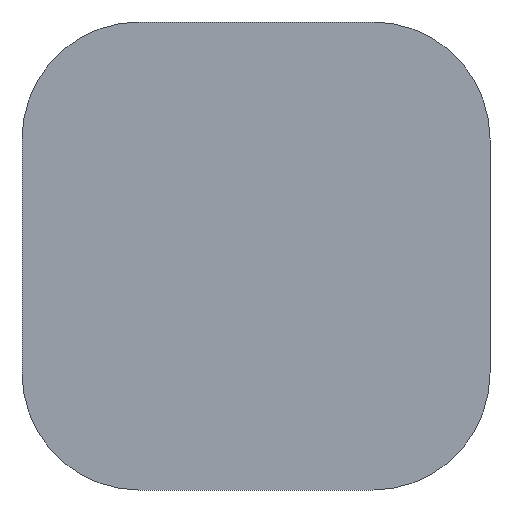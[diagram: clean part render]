
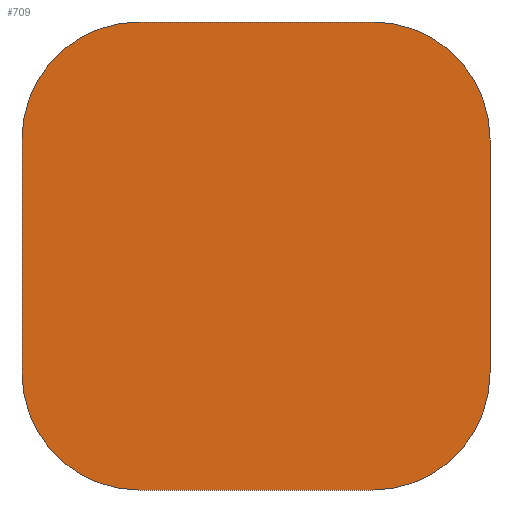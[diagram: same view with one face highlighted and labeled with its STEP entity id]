
A CAD part, front view. The second image highlights one B-rep face of the part: STEP entity #709.
In plain terms, the highlighted planar face has unit normal (0, -1, 0).
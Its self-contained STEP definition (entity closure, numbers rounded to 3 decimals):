
#31 = AXIS2_PLACEMENT_3D ( 'NONE', #5745, #2488, #561 ) ;
#40 = AXIS2_PLACEMENT_3D ( 'NONE', #966, #295, #3646 ) ;
#70 = CARTESIAN_POINT ( 'NONE',  ( 0., -7.5, -5. ) ) ;
#214 = CARTESIAN_POINT ( 'NONE',  ( -10., -7.5, 15. ) ) ;
#295 = DIRECTION ( 'NONE',  ( 0., -1., 0. ) ) ;
#361 = CARTESIAN_POINT ( 'NONE',  ( -15., -7.5, 10. ) ) ;
#388 = VERTEX_POINT ( 'NONE', #70 ) ;
#491 = CIRCLE ( 'NONE', #1599, 5. ) ;
#497 = VERTEX_POINT ( 'NONE', #361 ) ;
#561 = DIRECTION ( 'NONE',  ( -1., 0., 0. ) ) ;
#709 = ADVANCED_FACE ( 'NONE', ( #2603 ), #1287, .T. ) ;
#720 = VERTEX_POINT ( 'NONE', #1846 ) ;
#908 = CARTESIAN_POINT ( 'NONE',  ( 5., -7.5, 10. ) ) ;
#966 = CARTESIAN_POINT ( 'NONE',  ( 0., -7.5, 10. ) ) ;
#1006 = CIRCLE ( 'NONE', #31, 5. ) ;
#1054 = ORIENTED_EDGE ( 'NONE', *, *, #1811, .T. ) ;
#1287 = PLANE ( 'NONE',  #2092 ) ;
#1599 = AXIS2_PLACEMENT_3D ( 'NONE', #7006, #6296, #4149 ) ;
#1811 = EDGE_CURVE ( 'NONE', #720, #2095, #1006, .T. ) ;
#1846 = CARTESIAN_POINT ( 'NONE',  ( -15., -7.5, 0. ) ) ;
#1967 = CARTESIAN_POINT ( 'NONE',  ( -5., -7.5, 5. ) ) ;
#2092 = AXIS2_PLACEMENT_3D ( 'NONE', #1967, #8556, #2509 ) ;
#2095 = VERTEX_POINT ( 'NONE', #2910 ) ;
#2275 = ORIENTED_EDGE ( 'NONE', *, *, #3063, .T. ) ;
#2488 = DIRECTION ( 'NONE',  ( 0., -1., 0. ) ) ;
#2509 = DIRECTION ( 'NONE',  ( 1., 0., 0. ) ) ;
#2603 = FACE_OUTER_BOUND ( 'NONE', #3774, .T. ) ;
#2641 = EDGE_CURVE ( 'NONE', #497, #720, #6439, .T. ) ;
#2771 = EDGE_CURVE ( 'NONE', #2095, #388, #5556, .T. ) ;
#2910 = CARTESIAN_POINT ( 'NONE',  ( -10., -7.5, -5. ) ) ;
#2932 = CARTESIAN_POINT ( 'NONE',  ( 5., -7.5, 0. ) ) ;
#2949 = DIRECTION ( 'NONE',  ( 0., 0., -1. ) ) ;
#3063 = EDGE_CURVE ( 'NONE', #8344, #4017, #3254, .T. ) ;
#3254 = LINE ( 'NONE', #8092, #7424 ) ;
#3615 = CARTESIAN_POINT ( 'NONE',  ( -15., -7.5, 10. ) ) ;
#3646 = DIRECTION ( 'NONE',  ( 1., 0., 0. ) ) ;
#3665 = EDGE_CURVE ( 'NONE', #4017, #497, #491, .T. ) ;
#3774 = EDGE_LOOP ( 'NONE', ( #5008, #4311, #3842, #2275, #5747, #4924, #1054, #4605 ) ) ;
#3842 = ORIENTED_EDGE ( 'NONE', *, *, #8050, .T. ) ;
#4017 = VERTEX_POINT ( 'NONE', #214 ) ;
#4149 = DIRECTION ( 'NONE',  ( 0., 0., 1. ) ) ;
#4311 = ORIENTED_EDGE ( 'NONE', *, *, #7473, .T. ) ;
#4605 = ORIENTED_EDGE ( 'NONE', *, *, #2771, .T. ) ;
#4634 = CIRCLE ( 'NONE', #40, 5. ) ;
#4910 = DIRECTION ( 'NONE',  ( 0., -1., 0. ) ) ;
#4924 = ORIENTED_EDGE ( 'NONE', *, *, #2641, .T. ) ;
#4964 = CIRCLE ( 'NONE', #7261, 5. ) ;
#5008 = ORIENTED_EDGE ( 'NONE', *, *, #5793, .T. ) ;
#5076 = DIRECTION ( 'NONE',  ( 0., 0., -1. ) ) ;
#5556 = LINE ( 'NONE', #6990, #5821 ) ;
#5745 = CARTESIAN_POINT ( 'NONE',  ( -10., -7.5, 0. ) ) ;
#5747 = ORIENTED_EDGE ( 'NONE', *, *, #3665, .T. ) ;
#5793 = EDGE_CURVE ( 'NONE', #388, #7324, #4964, .T. ) ;
#5809 = LINE ( 'NONE', #7146, #6654 ) ;
#5821 = VECTOR ( 'NONE', #6322, 1000. ) ;
#5856 = VERTEX_POINT ( 'NONE', #908 ) ;
#5967 = DIRECTION ( 'NONE',  ( -1., 0., 0. ) ) ;
#6230 = CARTESIAN_POINT ( 'NONE',  ( 0., -7.5, 0. ) ) ;
#6296 = DIRECTION ( 'NONE',  ( 0., -1., 0. ) ) ;
#6322 = DIRECTION ( 'NONE',  ( 1., 0., 0. ) ) ;
#6439 = LINE ( 'NONE', #3615, #6558 ) ;
#6558 = VECTOR ( 'NONE', #5076, 1000. ) ;
#6654 = VECTOR ( 'NONE', #7668, 1000. ) ;
#6990 = CARTESIAN_POINT ( 'NONE',  ( -10., -7.5, -5. ) ) ;
#7006 = CARTESIAN_POINT ( 'NONE',  ( -10., -7.5, 10. ) ) ;
#7146 = CARTESIAN_POINT ( 'NONE',  ( 5., -7.5, 0. ) ) ;
#7261 = AXIS2_PLACEMENT_3D ( 'NONE', #6230, #4910, #2949 ) ;
#7324 = VERTEX_POINT ( 'NONE', #2932 ) ;
#7424 = VECTOR ( 'NONE', #5967, 1000. ) ;
#7473 = EDGE_CURVE ( 'NONE', #7324, #5856, #5809, .T. ) ;
#7668 = DIRECTION ( 'NONE',  ( 0., 0., 1. ) ) ;
#8050 = EDGE_CURVE ( 'NONE', #5856, #8344, #4634, .T. ) ;
#8092 = CARTESIAN_POINT ( 'NONE',  ( 0., -7.5, 15. ) ) ;
#8344 = VERTEX_POINT ( 'NONE', #8552 ) ;
#8552 = CARTESIAN_POINT ( 'NONE',  ( 0., -7.5, 15. ) ) ;
#8556 = DIRECTION ( 'NONE',  ( 0., -1., 0. ) ) ;
